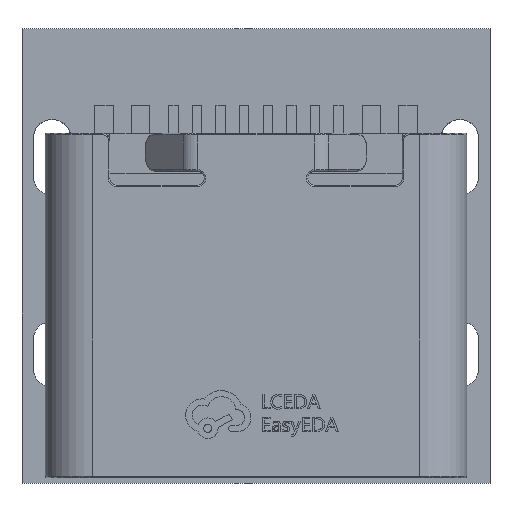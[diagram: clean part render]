
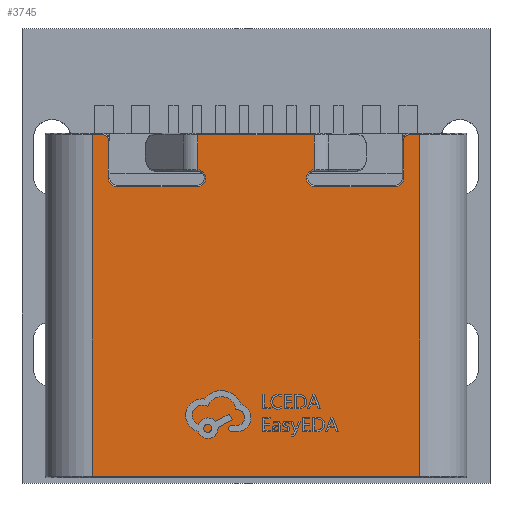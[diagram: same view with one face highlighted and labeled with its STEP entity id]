
A CAD part, top view. The second image highlights one B-rep face of the part: STEP entity #3745.
In plain terms, the highlighted planar face has unit normal (0, 0, 1).
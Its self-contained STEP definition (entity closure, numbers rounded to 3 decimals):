
#3745 = ADVANCED_FACE('',(#3746),#3916,.F.);
#3746 = FACE_BOUND('',#3747,.T.);
#3747 = EDGE_LOOP('',(#3748,#3759,#3767,#3775,#3783,#3791,#3799,#3808,
    #3816,#3825,#3833,#3842,#3851,#3859,#3867,#3875,#3884,#3893,#3901,
    #3910));
#3748 = ORIENTED_EDGE('',*,*,#3749,.T.);
#3749 = EDGE_CURVE('',#3750,#3752,#3754,.T.);
#3750 = VERTEX_POINT('',#3751);
#3751 = CARTESIAN_POINT('',(-3.13,2.056,3.1));
#3752 = VERTEX_POINT('',#3753);
#3753 = CARTESIAN_POINT('',(-3.25,2.176,3.1));
#3754 = CIRCLE('',#3755,0.12);
#3755 = AXIS2_PLACEMENT_3D('',#3756,#3757,#3758);
#3756 = CARTESIAN_POINT('',(-3.25,2.056,3.1));
#3757 = DIRECTION('',(0.,0.,1.));
#3758 = DIRECTION('',(1.,0.,0.));
#3759 = ORIENTED_EDGE('',*,*,#3760,.T.);
#3760 = EDGE_CURVE('',#3752,#3761,#3763,.T.);
#3761 = VERTEX_POINT('',#3762);
#3762 = CARTESIAN_POINT('',(-3.47,2.176,3.1));
#3763 = LINE('',#3764,#3765);
#3764 = CARTESIAN_POINT('',(0.,2.176,3.1));
#3765 = VECTOR('',#3766,1.);
#3766 = DIRECTION('',(-1.,0.,0.));
#3767 = ORIENTED_EDGE('',*,*,#3768,.F.);
#3768 = EDGE_CURVE('',#3769,#3761,#3771,.T.);
#3769 = VERTEX_POINT('',#3770);
#3770 = CARTESIAN_POINT('',(-3.47,-5.064,3.1));
#3771 = LINE('',#3772,#3773);
#3772 = CARTESIAN_POINT('',(-3.47,-5.094,3.1));
#3773 = VECTOR('',#3774,1.);
#3774 = DIRECTION('',(0.,1.,-0.));
#3775 = ORIENTED_EDGE('',*,*,#3776,.T.);
#3776 = EDGE_CURVE('',#3769,#3777,#3779,.T.);
#3777 = VERTEX_POINT('',#3778);
#3778 = CARTESIAN_POINT('',(3.47,-5.064,3.1));
#3779 = LINE('',#3780,#3781);
#3780 = CARTESIAN_POINT('',(0.,-5.064,3.1));
#3781 = VECTOR('',#3782,1.);
#3782 = DIRECTION('',(1.,0.,0.));
#3783 = ORIENTED_EDGE('',*,*,#3784,.T.);
#3784 = EDGE_CURVE('',#3777,#3785,#3787,.T.);
#3785 = VERTEX_POINT('',#3786);
#3786 = CARTESIAN_POINT('',(3.47,2.176,3.1));
#3787 = LINE('',#3788,#3789);
#3788 = CARTESIAN_POINT('',(3.47,-5.094,3.1));
#3789 = VECTOR('',#3790,1.);
#3790 = DIRECTION('',(0.,1.,-0.));
#3791 = ORIENTED_EDGE('',*,*,#3792,.T.);
#3792 = EDGE_CURVE('',#3785,#3793,#3795,.T.);
#3793 = VERTEX_POINT('',#3794);
#3794 = CARTESIAN_POINT('',(3.25,2.176,3.1));
#3795 = LINE('',#3796,#3797);
#3796 = CARTESIAN_POINT('',(0.,2.176,3.1));
#3797 = VECTOR('',#3798,1.);
#3798 = DIRECTION('',(-1.,0.,0.));
#3799 = ORIENTED_EDGE('',*,*,#3800,.T.);
#3800 = EDGE_CURVE('',#3793,#3801,#3803,.T.);
#3801 = VERTEX_POINT('',#3802);
#3802 = CARTESIAN_POINT('',(3.13,2.056,3.1));
#3803 = CIRCLE('',#3804,0.12);
#3804 = AXIS2_PLACEMENT_3D('',#3805,#3806,#3807);
#3805 = CARTESIAN_POINT('',(3.25,2.056,3.1));
#3806 = DIRECTION('',(0.,0.,1.));
#3807 = DIRECTION('',(1.,0.,0.));
#3808 = ORIENTED_EDGE('',*,*,#3809,.T.);
#3809 = EDGE_CURVE('',#3801,#3810,#3812,.T.);
#3810 = VERTEX_POINT('',#3811);
#3811 = CARTESIAN_POINT('',(3.13,1.256,3.1));
#3812 = LINE('',#3813,#3814);
#3813 = CARTESIAN_POINT('',(3.13,-2.494,3.1));
#3814 = VECTOR('',#3815,1.);
#3815 = DIRECTION('',(0.,-1.,0.));
#3816 = ORIENTED_EDGE('',*,*,#3817,.T.);
#3817 = EDGE_CURVE('',#3810,#3818,#3820,.T.);
#3818 = VERTEX_POINT('',#3819);
#3819 = CARTESIAN_POINT('',(2.95,1.076,3.1));
#3820 = CIRCLE('',#3821,0.18);
#3821 = AXIS2_PLACEMENT_3D('',#3822,#3823,#3824);
#3822 = CARTESIAN_POINT('',(2.95,1.256,3.1));
#3823 = DIRECTION('',(0.,-0.,-1.));
#3824 = DIRECTION('',(1.,0.,0.));
#3825 = ORIENTED_EDGE('',*,*,#3826,.T.);
#3826 = EDGE_CURVE('',#3818,#3827,#3829,.T.);
#3827 = VERTEX_POINT('',#3828);
#3828 = CARTESIAN_POINT('',(1.25,1.076,3.1));
#3829 = LINE('',#3830,#3831);
#3830 = CARTESIAN_POINT('',(0.,1.076,3.1));
#3831 = VECTOR('',#3832,1.);
#3832 = DIRECTION('',(-1.,0.,0.));
#3833 = ORIENTED_EDGE('',*,*,#3834,.T.);
#3834 = EDGE_CURVE('',#3827,#3835,#3837,.T.);
#3835 = VERTEX_POINT('',#3836);
#3836 = CARTESIAN_POINT('',(1.07,1.256,3.1));
#3837 = CIRCLE('',#3838,0.18);
#3838 = AXIS2_PLACEMENT_3D('',#3839,#3840,#3841);
#3839 = CARTESIAN_POINT('',(1.25,1.256,3.1));
#3840 = DIRECTION('',(0.,-0.,-1.));
#3841 = DIRECTION('',(1.,0.,0.));
#3842 = ORIENTED_EDGE('',*,*,#3843,.T.);
#3843 = EDGE_CURVE('',#3835,#3844,#3846,.T.);
#3844 = VERTEX_POINT('',#3845);
#3845 = CARTESIAN_POINT('',(1.235,1.435,3.1));
#3846 = CIRCLE('',#3847,0.18);
#3847 = AXIS2_PLACEMENT_3D('',#3848,#3849,#3850);
#3848 = CARTESIAN_POINT('',(1.25,1.256,3.1));
#3849 = DIRECTION('',(0.,-0.,-1.));
#3850 = DIRECTION('',(1.,0.,0.));
#3851 = ORIENTED_EDGE('',*,*,#3852,.T.);
#3852 = EDGE_CURVE('',#3844,#3853,#3855,.T.);
#3853 = VERTEX_POINT('',#3854);
#3854 = CARTESIAN_POINT('',(1.235,2.176,3.1));
#3855 = LINE('',#3856,#3857);
#3856 = CARTESIAN_POINT('',(1.235,2.206,3.1));
#3857 = VECTOR('',#3858,1.);
#3858 = DIRECTION('',(0.,1.,-0.));
#3859 = ORIENTED_EDGE('',*,*,#3860,.T.);
#3860 = EDGE_CURVE('',#3853,#3861,#3863,.T.);
#3861 = VERTEX_POINT('',#3862);
#3862 = CARTESIAN_POINT('',(-1.235,2.176,3.1));
#3863 = LINE('',#3864,#3865);
#3864 = CARTESIAN_POINT('',(0.,2.176,3.1));
#3865 = VECTOR('',#3866,1.);
#3866 = DIRECTION('',(-1.,0.,0.));
#3867 = ORIENTED_EDGE('',*,*,#3868,.F.);
#3868 = EDGE_CURVE('',#3869,#3861,#3871,.T.);
#3869 = VERTEX_POINT('',#3870);
#3870 = CARTESIAN_POINT('',(-1.235,1.435,3.1));
#3871 = LINE('',#3872,#3873);
#3872 = CARTESIAN_POINT('',(-1.235,2.206,3.1));
#3873 = VECTOR('',#3874,1.);
#3874 = DIRECTION('',(0.,1.,0.));
#3875 = ORIENTED_EDGE('',*,*,#3876,.T.);
#3876 = EDGE_CURVE('',#3869,#3877,#3879,.T.);
#3877 = VERTEX_POINT('',#3878);
#3878 = CARTESIAN_POINT('',(-1.07,1.256,3.1));
#3879 = CIRCLE('',#3880,0.18);
#3880 = AXIS2_PLACEMENT_3D('',#3881,#3882,#3883);
#3881 = CARTESIAN_POINT('',(-1.25,1.256,3.1));
#3882 = DIRECTION('',(0.,-0.,-1.));
#3883 = DIRECTION('',(1.,0.,0.));
#3884 = ORIENTED_EDGE('',*,*,#3885,.T.);
#3885 = EDGE_CURVE('',#3877,#3886,#3888,.T.);
#3886 = VERTEX_POINT('',#3887);
#3887 = CARTESIAN_POINT('',(-1.25,1.076,3.1));
#3888 = CIRCLE('',#3889,0.18);
#3889 = AXIS2_PLACEMENT_3D('',#3890,#3891,#3892);
#3890 = CARTESIAN_POINT('',(-1.25,1.256,3.1));
#3891 = DIRECTION('',(0.,-0.,-1.));
#3892 = DIRECTION('',(1.,0.,0.));
#3893 = ORIENTED_EDGE('',*,*,#3894,.T.);
#3894 = EDGE_CURVE('',#3886,#3895,#3897,.T.);
#3895 = VERTEX_POINT('',#3896);
#3896 = CARTESIAN_POINT('',(-2.95,1.076,3.1));
#3897 = LINE('',#3898,#3899);
#3898 = CARTESIAN_POINT('',(0.,1.076,3.1));
#3899 = VECTOR('',#3900,1.);
#3900 = DIRECTION('',(-1.,0.,0.));
#3901 = ORIENTED_EDGE('',*,*,#3902,.T.);
#3902 = EDGE_CURVE('',#3895,#3903,#3905,.T.);
#3903 = VERTEX_POINT('',#3904);
#3904 = CARTESIAN_POINT('',(-3.13,1.256,3.1));
#3905 = CIRCLE('',#3906,0.18);
#3906 = AXIS2_PLACEMENT_3D('',#3907,#3908,#3909);
#3907 = CARTESIAN_POINT('',(-2.95,1.256,3.1));
#3908 = DIRECTION('',(0.,-0.,-1.));
#3909 = DIRECTION('',(1.,0.,0.));
#3910 = ORIENTED_EDGE('',*,*,#3911,.T.);
#3911 = EDGE_CURVE('',#3903,#3750,#3912,.T.);
#3912 = LINE('',#3913,#3914);
#3913 = CARTESIAN_POINT('',(-3.13,-2.494,3.1));
#3914 = VECTOR('',#3915,1.);
#3915 = DIRECTION('',(0.,1.,-0.));
#3916 = PLANE('',#3917);
#3917 = AXIS2_PLACEMENT_3D('',#3918,#3919,#3920);
#3918 = CARTESIAN_POINT('',(0.,-2.494,3.1));
#3919 = DIRECTION('',(-0.,0.,-1.));
#3920 = DIRECTION('',(1.,0.,0.));
